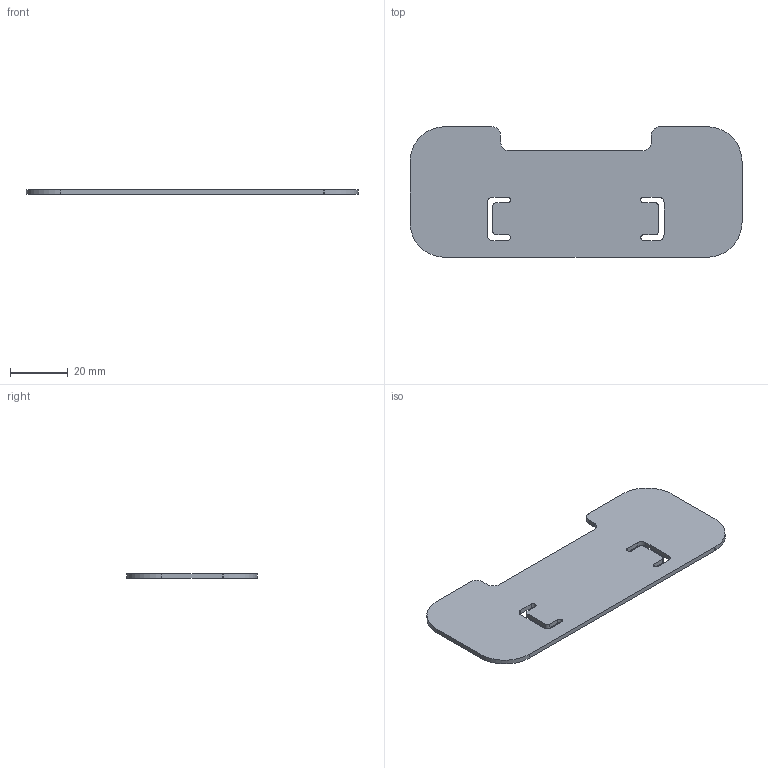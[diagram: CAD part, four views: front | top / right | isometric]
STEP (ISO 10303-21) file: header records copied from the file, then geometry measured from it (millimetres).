
FILE_DESCRIPTION(('KiCad electronic assembly'),'2;1');
FILE_NAME('solderbit-gamepad-experiment.step','2025-01-24T10:15:02',( 'Pcbnew'),('Kicad'),'Open CASCADE STEP processor 7.8', 'KiCad to STEP converter','Unknown');
FILE_SCHEMA(('AUTOMOTIVE_DESIGN { 1 0 10303 214 1 1 1 1 }'));
Length unit declared in the file: millimetre
Products named in the file (2): solderbit-gamepad-experiment 1; _autosave-solderbit-gamepad-experiment_PCB
Assembly tree (1 placements, depth 2):
  solderbit-gamepad-experiment 1
    _autosave-solderbit-gamepad-experiment_PCB
Bounding box: 114.5 x 45 x 1.6 mm (x, y, z)
Volume: 7194.1 mm3; surface area: 9660.2 mm2
Topology: 1 solids, 1 shells, 69 faces, 201 edges, 134 vertices
Faces by surface type: plane 45, cylinder 24
Entity records: 2328 total; most frequent: CARTESIAN_POINT 406, ORIENTED_EDGE 402, DIRECTION 391, EDGE_CURVE 201, LINE 153, VECTOR 153, VERTEX_POINT 134, AXIS2_PLACEMENT_3D 119
